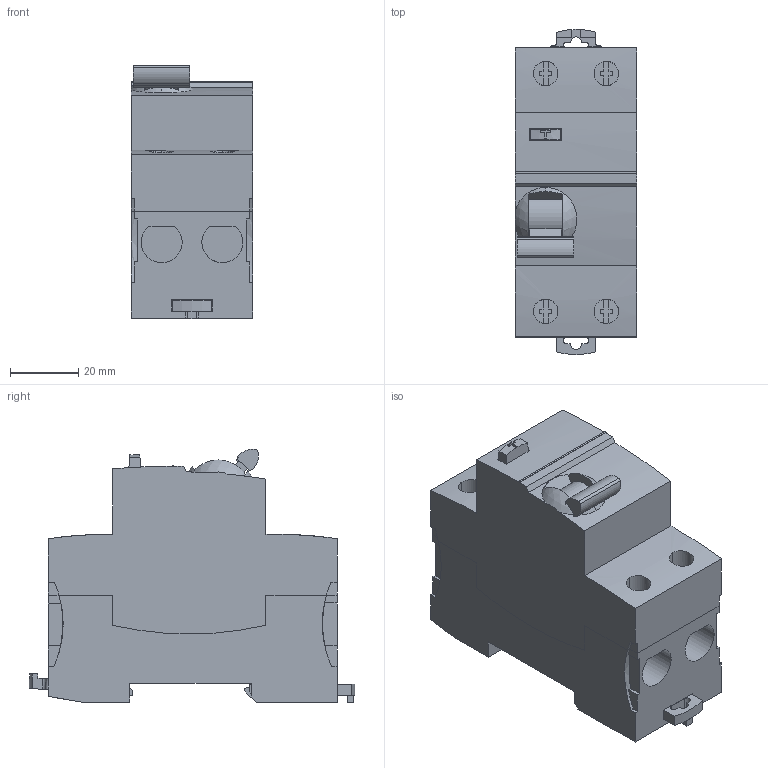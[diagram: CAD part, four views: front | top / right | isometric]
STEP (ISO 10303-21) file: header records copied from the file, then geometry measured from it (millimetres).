
FILE_DESCRIPTION((''),'2;1');
FILE_NAME('B100458_ASM','2013-06-13T',('SESA217760'),('Schneider-Electric'),'PRO/ENGINEER BY PARAMETRIC TECHNOLOGY CORPORATION, 2011410','PRO/ENGINEER BY PARAMETRIC TECHNOLOGY CORPORATION, 2011410','');
FILE_SCHEMA(('CONFIG_CONTROL_DESIGN'));
Length unit declared in the file: millimetre
Products named in the file (8): COQUE_ARRIERE_1_2; COQUE_AVANT_1_2; CLIP_1_1_2; CLIP_2_1_2; VIS_7_2_1_3; BOUTON_1_2; MANETTE_1_2; B100458_ASM
Assembly tree (10 placements, depth 2):
  B100458_ASM
    COQUE_ARRIERE_1_2
    COQUE_AVANT_1_2
    CLIP_1_1_2
    CLIP_2_1_2
    VIS_7_2_1_3  x4
    BOUTON_1_2
    MANETTE_1_2
Bounding box: 35.8 x 95.4 x 74.44 mm (x, y, z)
Volume: 161653.4 mm3; surface area: 38284.8 mm2
Topology: 10 solids, 10 shells, 417 faces, 1206 edges, 814 vertices
Faces by surface type: plane 349, cylinder 66, sphere 2
Entity records: 12618 total; most frequent: CARTESIAN_POINT 2443, ORIENTED_EDGE 2156, DIRECTION 2012, EDGE_CURVE 1078, VECTOR 870, LINE 870, VERTEX_POINT 730, AXIS2_PLACEMENT_3D 571
